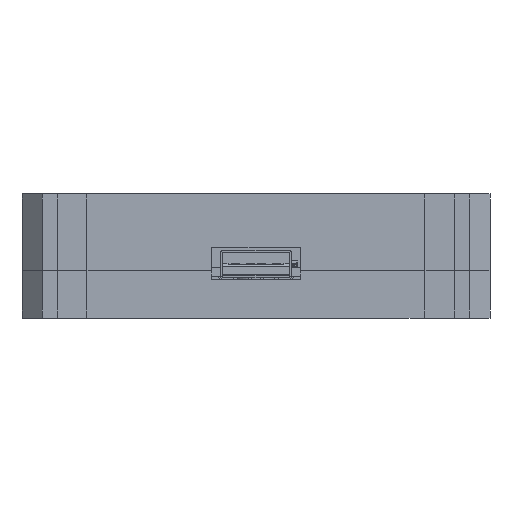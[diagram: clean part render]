
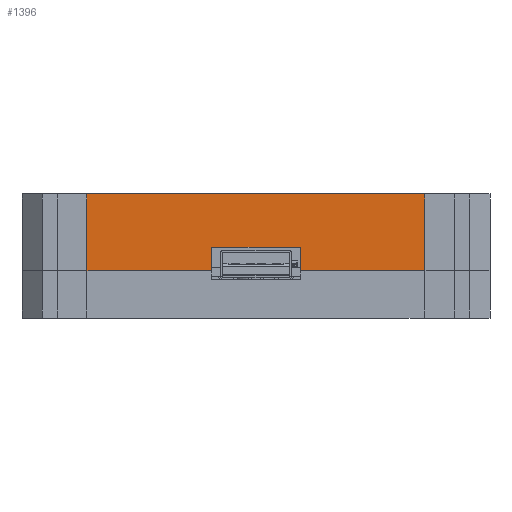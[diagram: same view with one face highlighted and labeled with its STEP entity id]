
A CAD part, front view. The second image highlights one B-rep face of the part: STEP entity #1396.
In plain terms, the highlighted planar face has unit normal (0, -1, 0).
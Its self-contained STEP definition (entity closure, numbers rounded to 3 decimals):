
#209=CARTESIAN_POINT('',(70.8,-100.6,14.));
#210=VERTEX_POINT('',#209);
#217=CARTESIAN_POINT('',(128.,-100.6,14.));
#218=VERTEX_POINT('',#217);
#219=CARTESIAN_POINT('',(128.,-100.6,14.));
#220=DIRECTION('',(-1.,0.,0.));
#221=VECTOR('',#220,57.2);
#222=LINE('',#219,#221);
#223=EDGE_CURVE('',#218,#210,#222,.T.);
#1200=CARTESIAN_POINT('',(128.,-100.6,1.));
#1201=VERTEX_POINT('',#1200);
#1208=CARTESIAN_POINT('',(106.922,-100.6,1.));
#1209=VERTEX_POINT('',#1208);
#1210=CARTESIAN_POINT('',(128.,-100.6,1.));
#1211=DIRECTION('',(-1.,0.,0.));
#1212=VECTOR('',#1211,21.078);
#1213=LINE('',#1210,#1212);
#1214=EDGE_CURVE('',#1201,#1209,#1213,.T.);
#1256=CARTESIAN_POINT('',(70.8,-100.6,1.));
#1257=VERTEX_POINT('',#1256);
#1295=CARTESIAN_POINT('',(91.9,-100.6,1.));
#1296=VERTEX_POINT('',#1295);
#1303=CARTESIAN_POINT('',(91.9,-100.6,1.));
#1304=DIRECTION('',(-1.,0.,0.));
#1305=VECTOR('',#1304,21.1);
#1306=LINE('',#1303,#1305);
#1307=EDGE_CURVE('',#1296,#1257,#1306,.T.);
#1352=CARTESIAN_POINT('',(99.4,-100.6,14.));
#1353=DIRECTION('',(0.,-1.,0.));
#1354=DIRECTION('',(0.,0.,-1.));
#1355=AXIS2_PLACEMENT_3D('',#1352,#1353,#1354);
#1356=PLANE('',#1355);
#1357=ORIENTED_EDGE('',*,*,#1214,.F.);
#1358=CARTESIAN_POINT('',(128.,-100.6,1.));
#1359=DIRECTION('',(0.,0.,1.));
#1360=VECTOR('',#1359,13.);
#1361=LINE('',#1358,#1360);
#1362=EDGE_CURVE('',#1201,#218,#1361,.T.);
#1363=ORIENTED_EDGE('',*,*,#1362,.T.);
#1364=ORIENTED_EDGE('',*,*,#223,.T.);
#1365=CARTESIAN_POINT('',(70.8,-100.6,14.));
#1366=DIRECTION('',(0.,0.,-1.));
#1367=VECTOR('',#1366,13.);
#1368=LINE('',#1365,#1367);
#1369=EDGE_CURVE('',#210,#1257,#1368,.T.);
#1370=ORIENTED_EDGE('',*,*,#1369,.T.);
#1371=ORIENTED_EDGE('',*,*,#1307,.F.);
#1372=CARTESIAN_POINT('',(91.9,-100.6,5.02));
#1373=VERTEX_POINT('',#1372);
#1374=CARTESIAN_POINT('',(91.9,-100.6,1.));
#1375=DIRECTION('',(0.,0.,1.));
#1376=VECTOR('',#1375,4.02);
#1377=LINE('',#1374,#1376);
#1378=EDGE_CURVE('',#1296,#1373,#1377,.T.);
#1379=ORIENTED_EDGE('',*,*,#1378,.T.);
#1380=CARTESIAN_POINT('',(106.922,-100.6,5.02));
#1381=VERTEX_POINT('',#1380);
#1382=CARTESIAN_POINT('',(91.9,-100.6,5.02));
#1383=DIRECTION('',(1.,0.,-0.));
#1384=VECTOR('',#1383,15.022);
#1385=LINE('',#1382,#1384);
#1386=EDGE_CURVE('',#1373,#1381,#1385,.T.);
#1387=ORIENTED_EDGE('',*,*,#1386,.T.);
#1388=CARTESIAN_POINT('',(106.922,-100.6,5.02));
#1389=DIRECTION('',(0.,0.,-1.));
#1390=VECTOR('',#1389,4.02);
#1391=LINE('',#1388,#1390);
#1392=EDGE_CURVE('',#1381,#1209,#1391,.T.);
#1393=ORIENTED_EDGE('',*,*,#1392,.T.);
#1394=EDGE_LOOP('',(#1357,#1363,#1364,#1370,#1371,#1379,#1387,#1393));
#1395=FACE_BOUND('',#1394,.T.);
#1396=ADVANCED_FACE('',(#1395),#1356,.T.);
